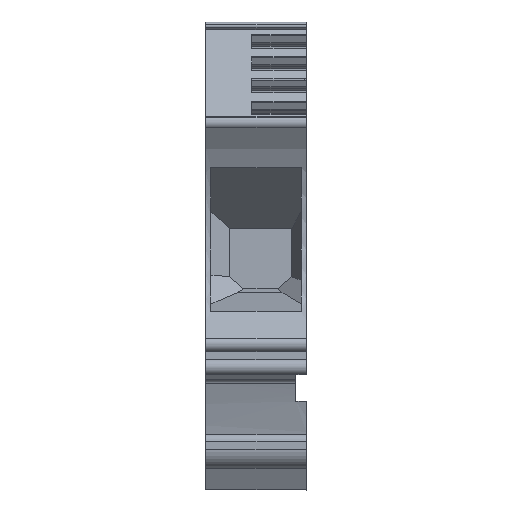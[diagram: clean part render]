
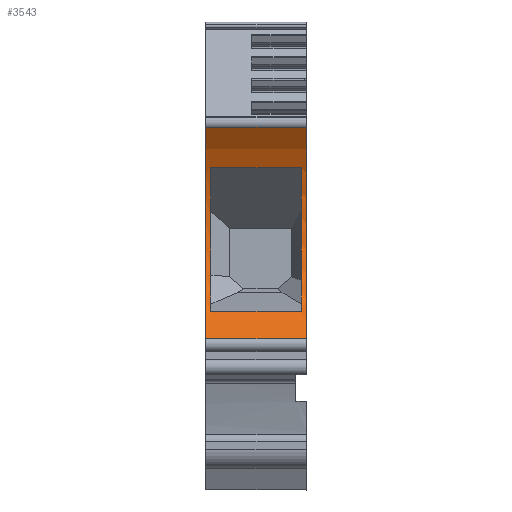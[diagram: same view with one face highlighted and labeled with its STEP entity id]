
A CAD part, front view. The second image highlights one B-rep face of the part: STEP entity #3543.
In plain terms, the highlighted cylindrical face has radius 15.05 mm (diameter 30.1 mm), a partial arc.
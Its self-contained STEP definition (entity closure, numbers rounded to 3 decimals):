
#620=AXIS2_PLACEMENT_3D('Circle Axis2P3D',#618,#619,$) ;
#3489=AXIS2_PLACEMENT_3D('Cylinder Axis2P3D',#3486,#3487,#3488) ;
#3493=AXIS2_PLACEMENT_3D('Circle Axis2P3D',#3491,#3492,$) ;
#3511=AXIS2_PLACEMENT_3D('Circle Axis2P3D',#3509,#3510,$) ;
#3527=AXIS2_PLACEMENT_3D('Circle Axis2P3D',#3525,#3526,$) ;
#615=CARTESIAN_POINT('Vertex',(0.,4.261,14.969)) ;
#618=CARTESIAN_POINT('Axis2P3D Location',(0.,-5.549,26.382)) ;
#622=CARTESIAN_POINT('Vertex',(0.,6.166,35.829)) ;
#3471=CARTESIAN_POINT('Vertex',(9.9,4.261,14.969)) ;
#3474=CARTESIAN_POINT('Line Origine',(4.95,4.261,14.969)) ;
#3486=CARTESIAN_POINT('Axis2P3D Location',(4.95,-5.549,26.382)) ;
#3491=CARTESIAN_POINT('Axis2P3D Location',(9.9,-5.549,26.382)) ;
#3495=CARTESIAN_POINT('Vertex',(9.9,6.166,35.829)) ;
#3498=CARTESIAN_POINT('Line Origine',(4.95,6.166,35.829)) ;
#3509=CARTESIAN_POINT('Axis2P3D Location',(9.4,-5.549,26.382)) ;
#3513=CARTESIAN_POINT('Vertex',(9.4,6.709,17.65)) ;
#3515=CARTESIAN_POINT('Vertex',(9.4,8.472,31.85)) ;
#3518=CARTESIAN_POINT('Line Origine',(4.95,6.709,17.65)) ;
#3522=CARTESIAN_POINT('Vertex',(0.5,6.709,17.65)) ;
#3525=CARTESIAN_POINT('Axis2P3D Location',(0.5,-5.549,26.382)) ;
#3529=CARTESIAN_POINT('Vertex',(0.5,8.472,31.85)) ;
#3532=CARTESIAN_POINT('Line Origine',(4.95,8.472,31.85)) ;
#619=DIRECTION('Axis2P3D Direction',(1.,0.,0.)) ;
#3475=DIRECTION('Vector Direction',(1.,0.,0.)) ;
#3487=DIRECTION('Axis2P3D Direction',(1.,0.,0.)) ;
#3488=DIRECTION('Axis2P3D XDirection',(0.,0.652,-0.758)) ;
#3492=DIRECTION('Axis2P3D Direction',(1.,0.,0.)) ;
#3499=DIRECTION('Vector Direction',(1.,0.,0.)) ;
#3510=DIRECTION('Axis2P3D Direction',(1.,0.,0.)) ;
#3519=DIRECTION('Vector Direction',(1.,0.,0.)) ;
#3526=DIRECTION('Axis2P3D Direction',(1.,0.,0.)) ;
#3533=DIRECTION('Vector Direction',(1.,0.,0.)) ;
#3476=VECTOR('Line Direction',#3475,1.) ;
#3500=VECTOR('Line Direction',#3499,1.) ;
#3520=VECTOR('Line Direction',#3519,1.) ;
#3534=VECTOR('Line Direction',#3533,1.) ;
#3504=ORIENTED_EDGE('',*,*,#3478,.T.) ;
#3505=ORIENTED_EDGE('',*,*,#3497,.F.) ;
#3506=ORIENTED_EDGE('',*,*,#3502,.T.) ;
#3507=ORIENTED_EDGE('',*,*,#624,.T.) ;
#3538=ORIENTED_EDGE('',*,*,#3517,.F.) ;
#3539=ORIENTED_EDGE('',*,*,#3524,.T.) ;
#3540=ORIENTED_EDGE('',*,*,#3531,.F.) ;
#3541=ORIENTED_EDGE('',*,*,#3536,.F.) ;
#3542=FACE_BOUND('',#3537,.T.) ;
#3543=ADVANCED_FACE('KLTR',(#3508,#3542),#3490,.F.) ;
#621=CIRCLE('generated circle',#620,15.05) ;
#3494=CIRCLE('generated circle',#3493,15.05) ;
#3512=CIRCLE('generated circle',#3511,15.05) ;
#3528=CIRCLE('generated circle',#3527,15.05) ;
#3490=CYLINDRICAL_SURFACE('generated cylinder',#3489,15.05) ;
#624=EDGE_CURVE('',#623,#616,#621,.F.) ;
#3478=EDGE_CURVE('',#616,#3472,#3477,.T.) ;
#3497=EDGE_CURVE('',#3496,#3472,#3494,.F.) ;
#3502=EDGE_CURVE('',#3496,#623,#3501,.F.) ;
#3517=EDGE_CURVE('',#3514,#3516,#3512,.T.) ;
#3524=EDGE_CURVE('',#3514,#3523,#3521,.F.) ;
#3531=EDGE_CURVE('',#3530,#3523,#3528,.F.) ;
#3536=EDGE_CURVE('',#3516,#3530,#3535,.F.) ;
#3503=EDGE_LOOP('',(#3504,#3505,#3506,#3507)) ;
#3537=EDGE_LOOP('',(#3538,#3539,#3540,#3541)) ;
#3508=FACE_OUTER_BOUND('',#3503,.T.) ;
#3477=LINE('Line',#3474,#3476) ;
#3501=LINE('Line',#3498,#3500) ;
#3521=LINE('Line',#3518,#3520) ;
#3535=LINE('Line',#3532,#3534) ;
#616=VERTEX_POINT('',#615) ;
#623=VERTEX_POINT('',#622) ;
#3472=VERTEX_POINT('',#3471) ;
#3496=VERTEX_POINT('',#3495) ;
#3514=VERTEX_POINT('',#3513) ;
#3516=VERTEX_POINT('',#3515) ;
#3523=VERTEX_POINT('',#3522) ;
#3530=VERTEX_POINT('',#3529) ;
